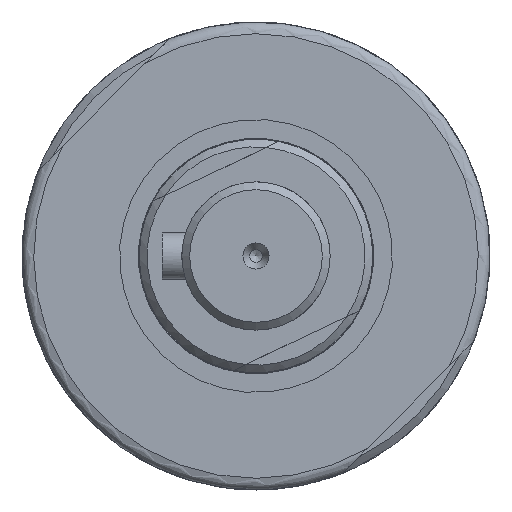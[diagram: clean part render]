
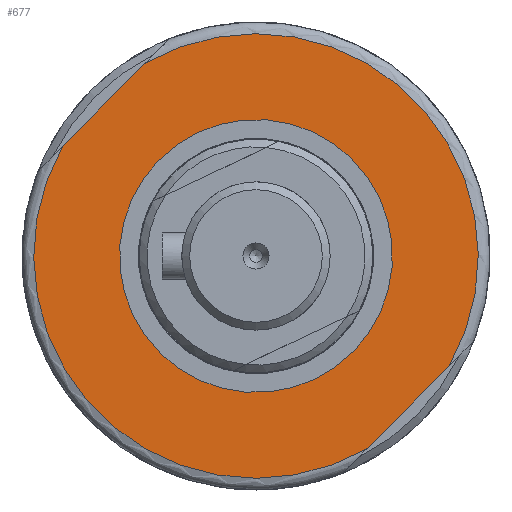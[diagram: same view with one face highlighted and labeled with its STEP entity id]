
A CAD part, left-side view. The second image highlights one B-rep face of the part: STEP entity #677.
In plain terms, the highlighted planar face has unit normal (-1, 0, 0).
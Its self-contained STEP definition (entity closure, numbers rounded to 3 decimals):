
#332=CARTESIAN_POINT('',(-198.7,-24.794,-14.054));
#333=VERTEX_POINT('',#332);
#359=CARTESIAN_POINT('',(-198.7,-14.254,-24.68));
#360=VERTEX_POINT('',#359);
#361=CARTESIAN_POINT('',(-198.7,-14.254,-24.68));
#362=DIRECTION('',(0.,-0.704,0.71));
#363=VECTOR('',#362,14.967);
#364=LINE('',#361,#363);
#365=EDGE_CURVE('',#360,#333,#364,.T.);
#472=CARTESIAN_POINT('',(-198.7,24.794,14.054));
#473=VERTEX_POINT('',#472);
#499=CARTESIAN_POINT('',(-198.7,14.254,24.68));
#500=VERTEX_POINT('',#499);
#501=CARTESIAN_POINT('',(-198.7,14.254,24.68));
#502=DIRECTION('',(0.,0.704,-0.71));
#503=VECTOR('',#502,14.967);
#504=LINE('',#501,#503);
#505=EDGE_CURVE('',#500,#473,#504,.T.);
#643=CARTESIAN_POINT('',(-198.7,-16.198,16.329));
#644=DIRECTION('',(-1.0,0.0,0.0));
#645=DIRECTION('',(0.0,-0.71,-0.704));
#646=AXIS2_PLACEMENT_3D('',#643,#644,#645);
#647=PLANE('',#646);
#648=ORIENTED_EDGE('',*,*,#365,.T.);
#649=CARTESIAN_POINT('',(-198.7,0.,0.));
#650=DIRECTION('',(1.,0.,0.));
#651=DIRECTION('',(0.,-0.704,0.71));
#652=AXIS2_PLACEMENT_3D('',#649,#650,#651);
#653=CIRCLE('',#652,28.5);
#654=EDGE_CURVE('',#500,#333,#653,.T.);
#655=ORIENTED_EDGE('',*,*,#654,.F.);
#656=ORIENTED_EDGE('',*,*,#505,.T.);
#657=CARTESIAN_POINT('',(-198.7,0.,0.));
#658=DIRECTION('',(1.,0.,0.));
#659=DIRECTION('',(0.,-0.704,0.71));
#660=AXIS2_PLACEMENT_3D('',#657,#658,#659);
#661=CIRCLE('',#660,28.5);
#662=EDGE_CURVE('',#360,#473,#661,.T.);
#663=ORIENTED_EDGE('',*,*,#662,.F.);
#664=EDGE_LOOP('',(#648,#655,#656,#663));
#665=FACE_OUTER_BOUND('',#664,.T.);
#666=CARTESIAN_POINT('',(-198.7,-12.324,12.424));
#667=VERTEX_POINT('',#666);
#668=CARTESIAN_POINT('',(-198.7,0.,0.));
#669=DIRECTION('',(1.,0.,0.));
#670=DIRECTION('',(0.,-0.704,0.71));
#671=AXIS2_PLACEMENT_3D('',#668,#669,#670);
#672=CIRCLE('',#671,17.5);
#673=EDGE_CURVE('',#667,#667,#672,.T.);
#674=ORIENTED_EDGE('',*,*,#673,.T.);
#675=EDGE_LOOP('',(#674));
#676=FACE_BOUND('',#675,.T.);
#677=ADVANCED_FACE('',(#665,#676),#647,.T.);
